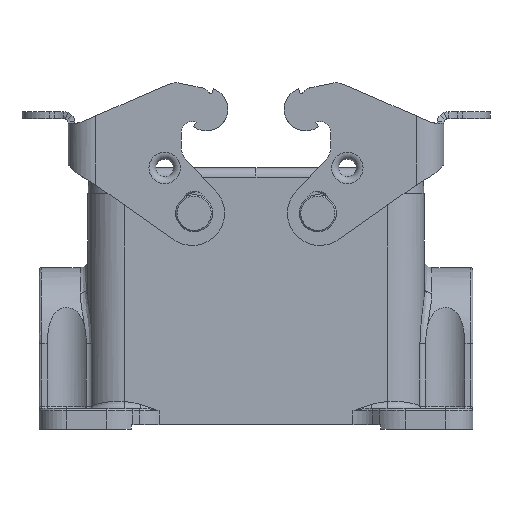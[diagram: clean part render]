
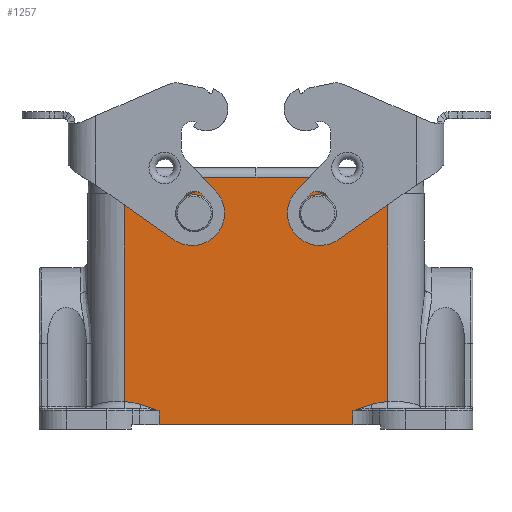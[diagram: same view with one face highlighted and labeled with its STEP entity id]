
A CAD part, front view. The second image highlights one B-rep face of the part: STEP entity #1257.
In plain terms, the highlighted planar face has unit normal (0, -1, 0).
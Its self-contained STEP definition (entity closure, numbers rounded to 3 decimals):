
#642=B_SPLINE_CURVE_WITH_KNOTS('',3,(#15917,#15918,#15919,#15920,#15921,
#15922,#15923,#15924,#15925,#15926,#15927,#15928,#15929,#15930),
 .UNSPECIFIED.,.F.,.F.,(4,2,2,2,2,2,4),(0.,0.263,0.39,
0.518,0.763,0.883,1.),.UNSPECIFIED.);
#643=B_SPLINE_CURVE_WITH_KNOTS('',3,(#15932,#15933,#15934,#15935,#15936),
 .UNSPECIFIED.,.F.,.F.,(4,1,4),(0.,0.491,1.),.UNSPECIFIED.);
#644=B_SPLINE_CURVE_WITH_KNOTS('',3,(#15954,#15955,#15956,#15957,#15958),
 .UNSPECIFIED.,.F.,.F.,(4,1,4),(0.,0.509,1.),.UNSPECIFIED.);
#645=B_SPLINE_CURVE_WITH_KNOTS('',3,(#15960,#15961,#15962,#15963,#15964,
#15965,#15966,#15967,#15968,#15969,#15970,#15971,#15972,#15973),
 .UNSPECIFIED.,.F.,.F.,(4,2,2,2,2,2,4),(0.,0.117,0.237,
0.482,0.61,0.737,1.),.UNSPECIFIED.);
#967=FACE_BOUND('',#2790,.T.);
#968=FACE_BOUND('',#2791,.T.);
#969=FACE_BOUND('',#2792,.T.);
#1257=ADVANCED_FACE('',(#967,#968,#969),#1961,.F.);
#1961=PLANE('',#11675);
#2790=EDGE_LOOP('',(#4264));
#2791=EDGE_LOOP('',(#4265,#4266,#4267,#4268,#4269,#4270,#4271,#4272,#4273,
#4274,#4275,#4276,#4277,#4278,#4279));
#2792=EDGE_LOOP('',(#4280));
#3644=CIRCLE('',#11673,1.9);
#3645=CIRCLE('',#11674,1.9);
#4264=ORIENTED_EDGE('',*,*,#8679,.T.);
#4265=ORIENTED_EDGE('',*,*,#8680,.F.);
#4266=ORIENTED_EDGE('',*,*,#8681,.F.);
#4267=ORIENTED_EDGE('',*,*,#8682,.F.);
#4268=ORIENTED_EDGE('',*,*,#8683,.F.);
#4269=ORIENTED_EDGE('',*,*,#8684,.F.);
#4270=ORIENTED_EDGE('',*,*,#8685,.F.);
#4271=ORIENTED_EDGE('',*,*,#8686,.T.);
#4272=ORIENTED_EDGE('',*,*,#8687,.F.);
#4273=ORIENTED_EDGE('',*,*,#8688,.F.);
#4274=ORIENTED_EDGE('',*,*,#8689,.F.);
#4275=ORIENTED_EDGE('',*,*,#8690,.F.);
#4276=ORIENTED_EDGE('',*,*,#8691,.F.);
#4277=ORIENTED_EDGE('',*,*,#8692,.F.);
#4278=ORIENTED_EDGE('',*,*,#8693,.F.);
#4279=ORIENTED_EDGE('',*,*,#8694,.F.);
#4280=ORIENTED_EDGE('',*,*,#8695,.T.);
#7594=VERTEX_POINT('',#15913);
#7595=VERTEX_POINT('',#15915);
#7596=VERTEX_POINT('',#15916);
#7597=VERTEX_POINT('',#15931);
#7598=VERTEX_POINT('',#15937);
#7599=VERTEX_POINT('',#15939);
#7600=VERTEX_POINT('',#15941);
#7601=VERTEX_POINT('',#15943);
#7602=VERTEX_POINT('',#15945);
#7603=VERTEX_POINT('',#15947);
#7604=VERTEX_POINT('',#15949);
#7605=VERTEX_POINT('',#15951);
#7606=VERTEX_POINT('',#15953);
#7607=VERTEX_POINT('',#15959);
#7608=VERTEX_POINT('',#15974);
#7609=VERTEX_POINT('',#15976);
#7610=VERTEX_POINT('',#15979);
#8679=EDGE_CURVE('',#7594,#7594,#3644,.T.);
#8680=EDGE_CURVE('',#7595,#7596,#10328,.T.);
#8681=EDGE_CURVE('',#7597,#7595,#642,.T.);
#8682=EDGE_CURVE('',#7598,#7597,#643,.T.);
#8683=EDGE_CURVE('',#7599,#7598,#10329,.T.);
#8684=EDGE_CURVE('',#7600,#7599,#10330,.T.);
#8685=EDGE_CURVE('',#7601,#7600,#10331,.T.);
#8686=EDGE_CURVE('',#7601,#7602,#10332,.T.);
#8687=EDGE_CURVE('',#7603,#7602,#10333,.T.);
#8688=EDGE_CURVE('',#7604,#7603,#10334,.T.);
#8689=EDGE_CURVE('',#7605,#7604,#10335,.T.);
#8690=EDGE_CURVE('',#7606,#7605,#10336,.T.);
#8691=EDGE_CURVE('',#7607,#7606,#644,.T.);
#8692=EDGE_CURVE('',#7608,#7607,#645,.T.);
#8693=EDGE_CURVE('',#7609,#7608,#10337,.T.);
#8694=EDGE_CURVE('',#7596,#7609,#10338,.T.);
#8695=EDGE_CURVE('',#7610,#7610,#3645,.T.);
#10328=LINE('',#15914,#10998);
#10329=LINE('',#15938,#10999);
#10330=LINE('',#15940,#11000);
#10331=LINE('',#15942,#11001);
#10332=LINE('',#15944,#11002);
#10333=LINE('',#15946,#11003);
#10334=LINE('',#15948,#11004);
#10335=LINE('',#15950,#11005);
#10336=LINE('',#15952,#11006);
#10337=LINE('',#15975,#11007);
#10338=LINE('',#15977,#11008);
#10998=VECTOR('',#12871,1.);
#10999=VECTOR('',#12872,1.);
#11000=VECTOR('',#12873,1.);
#11001=VECTOR('',#12874,1.);
#11002=VECTOR('',#12875,1.);
#11003=VECTOR('',#12876,1.);
#11004=VECTOR('',#12877,1.);
#11005=VECTOR('',#12878,1.);
#11006=VECTOR('',#12879,1.);
#11007=VECTOR('',#12880,1.);
#11008=VECTOR('',#12881,1.);
#11673=AXIS2_PLACEMENT_3D('',#15912,#12869,#12870);
#11674=AXIS2_PLACEMENT_3D('',#15978,#12882,#12883);
#11675=AXIS2_PLACEMENT_3D('',#15980,#12884,#12885);
#12869=DIRECTION('',(0.,1.,0.));
#12870=DIRECTION('',(0.,0.,1.));
#12871=DIRECTION('',(0.,0.,-1.));
#12872=DIRECTION('',(0.,0.,-1.));
#12873=DIRECTION('',(-1.,0.,0.));
#12874=DIRECTION('',(0.,0.,-1.));
#12875=DIRECTION('',(-1.,0.,0.));
#12876=DIRECTION('',(1.,0.,0.));
#12877=DIRECTION('',(0.,0.,1.));
#12878=DIRECTION('',(-1.,0.,0.));
#12879=DIRECTION('',(0.,0.,1.));
#12880=DIRECTION('',(0.,0.,1.));
#12881=DIRECTION('',(-1.,0.,0.));
#12882=DIRECTION('',(0.,1.,0.));
#12883=DIRECTION('',(0.,0.,1.));
#12884=DIRECTION('',(0.,1.,0.));
#12885=DIRECTION('',(0.,0.,1.));
#15912=CARTESIAN_POINT('',(-13.4,-21.5,45.8));
#15913=CARTESIAN_POINT('',(-13.4,-21.5,47.7));
#15914=CARTESIAN_POINT('',(21.015,-21.5,3.));
#15915=CARTESIAN_POINT('',(21.015,-21.5,3.));
#15916=CARTESIAN_POINT('',(21.015,-21.5,0.));
#15917=CARTESIAN_POINT('',(24.977,-21.5,4.347));
#15918=CARTESIAN_POINT('',(24.62,-21.5,4.265));
#15919=CARTESIAN_POINT('',(24.27,-21.5,4.157));
#15920=CARTESIAN_POINT('',(23.753,-21.5,3.984));
#15921=CARTESIAN_POINT('',(23.584,-21.5,3.926));
#15922=CARTESIAN_POINT('',(23.248,-21.5,3.806));
#15923=CARTESIAN_POINT('',(23.083,-21.5,3.741));
#15924=CARTESIAN_POINT('',(22.605,-21.5,3.547));
#15925=CARTESIAN_POINT('',(22.294,-21.5,3.417));
#15926=CARTESIAN_POINT('',(21.816,-21.5,3.246));
#15927=CARTESIAN_POINT('',(21.656,-21.5,3.193));
#15928=CARTESIAN_POINT('',(21.336,-21.5,3.093));
#15929=CARTESIAN_POINT('',(21.176,-21.5,3.046));
#15930=CARTESIAN_POINT('',(21.015,-21.5,3.));
#15931=CARTESIAN_POINT('',(24.977,-21.5,4.347));
#15932=CARTESIAN_POINT('',(28.5,-21.5,5.));
#15933=CARTESIAN_POINT('',(27.902,-21.5,4.975));
#15934=CARTESIAN_POINT('',(26.705,-21.5,4.789));
#15935=CARTESIAN_POINT('',(25.561,-21.5,4.494));
#15936=CARTESIAN_POINT('',(24.977,-21.5,4.347));
#15937=CARTESIAN_POINT('',(28.5,-21.5,5.));
#15938=CARTESIAN_POINT('',(28.5,-21.5,50.));
#15939=CARTESIAN_POINT('',(28.5,-21.5,50.));
#15940=CARTESIAN_POINT('',(28.8,-21.5,50.));
#15941=CARTESIAN_POINT('',(28.8,-21.5,50.));
#15942=CARTESIAN_POINT('',(28.8,-21.5,53.6));
#15943=CARTESIAN_POINT('',(28.8,-21.5,53.6));
#15944=CARTESIAN_POINT('',(28.8,-21.5,53.6));
#15945=CARTESIAN_POINT('',(0.,-21.5,53.6));
#15946=CARTESIAN_POINT('',(-28.8,-21.5,53.6));
#15947=CARTESIAN_POINT('',(-28.8,-21.5,53.6));
#15948=CARTESIAN_POINT('',(-28.8,-21.5,50.));
#15949=CARTESIAN_POINT('',(-28.8,-21.5,50.));
#15950=CARTESIAN_POINT('',(28.8,-21.5,50.));
#15951=CARTESIAN_POINT('',(-28.5,-21.5,50.));
#15952=CARTESIAN_POINT('',(-28.5,-21.5,5.));
#15953=CARTESIAN_POINT('',(-28.5,-21.5,5.));
#15954=CARTESIAN_POINT('',(-24.977,-21.5,4.347));
#15955=CARTESIAN_POINT('',(-25.561,-21.5,4.494));
#15956=CARTESIAN_POINT('',(-26.705,-21.5,4.789));
#15957=CARTESIAN_POINT('',(-27.902,-21.5,4.975));
#15958=CARTESIAN_POINT('',(-28.5,-21.5,5.));
#15959=CARTESIAN_POINT('',(-24.977,-21.5,4.347));
#15960=CARTESIAN_POINT('',(-21.015,-21.5,3.));
#15961=CARTESIAN_POINT('',(-21.176,-21.5,3.046));
#15962=CARTESIAN_POINT('',(-21.336,-21.5,3.093));
#15963=CARTESIAN_POINT('',(-21.656,-21.5,3.193));
#15964=CARTESIAN_POINT('',(-21.816,-21.5,3.246));
#15965=CARTESIAN_POINT('',(-22.294,-21.5,3.417));
#15966=CARTESIAN_POINT('',(-22.605,-21.5,3.547));
#15967=CARTESIAN_POINT('',(-23.083,-21.5,3.741));
#15968=CARTESIAN_POINT('',(-23.248,-21.5,3.806));
#15969=CARTESIAN_POINT('',(-23.584,-21.5,3.926));
#15970=CARTESIAN_POINT('',(-23.753,-21.5,3.984));
#15971=CARTESIAN_POINT('',(-24.27,-21.5,4.157));
#15972=CARTESIAN_POINT('',(-24.62,-21.5,4.265));
#15973=CARTESIAN_POINT('',(-24.977,-21.5,4.347));
#15974=CARTESIAN_POINT('',(-21.015,-21.5,3.));
#15975=CARTESIAN_POINT('',(-21.015,-21.5,0.));
#15976=CARTESIAN_POINT('',(-21.015,-21.5,0.));
#15977=CARTESIAN_POINT('',(21.015,-21.5,0.));
#15978=CARTESIAN_POINT('',(13.4,-21.5,45.8));
#15979=CARTESIAN_POINT('',(13.4,-21.5,47.7));
#15980=CARTESIAN_POINT('',(-29.6,-21.5,-1.1));
